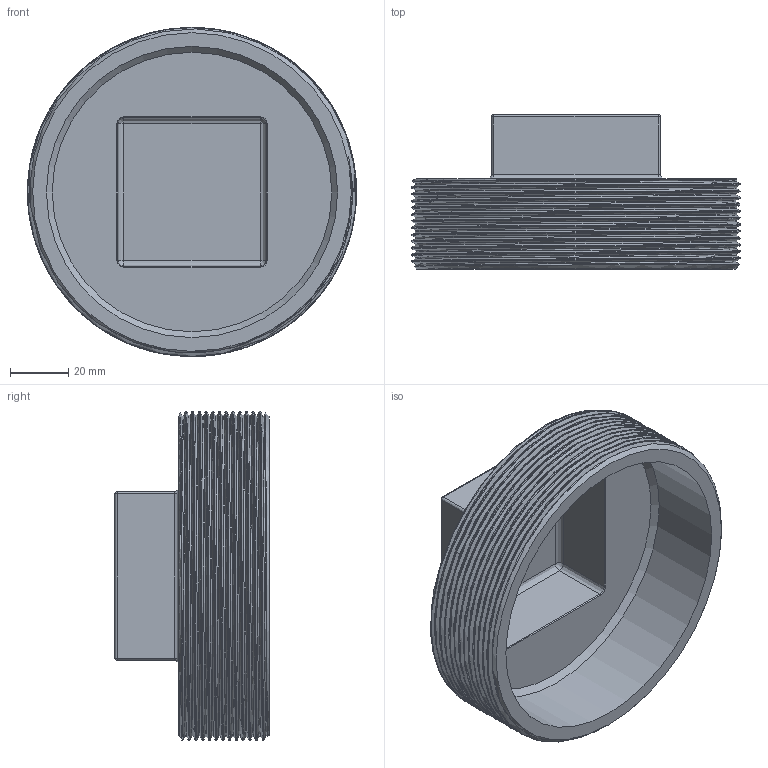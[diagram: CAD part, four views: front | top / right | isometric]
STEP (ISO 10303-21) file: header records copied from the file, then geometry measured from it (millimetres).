
FILE_DESCRIPTION(/* description */ (''),/* implementation_level */ '2;1');
FILE_NAME(/* name */ 'vs_40_vk_es.stp',/* time_stamp */ '2017-06-06T14:16:27+02:00',/* author */ ('Hamoud'),/* organization */ (''),/* preprocessor_version */ 'ST-DEVELOPER v15.6',/* originating_system */ 'Autodesk Inventor LT ',/* authorisation */ '');
FILE_SCHEMA (('AUTOMOTIVE_DESIGN { 1 0 10303 214 3 1 1 }'));
Products named in the file (1): vs_40_vk_es
Bounding box: 113.03 x 53 x 113.03 mm (x, y, z)
Volume: 103597.9 mm3; surface area: 55135 mm2
Topology: 1 solids, 1 shells, 223 faces, 568 edges, 358 vertices
Faces by surface type: bspline 102, plane 56, cylinder 38, torus 18, sphere 8, cone 1
Full cylindrical faces by diameter (mm): 100 x1
Entity records: 34898 total; most frequent: CARTESIAN_POINT 30097, ORIENTED_EDGE 1126, DIRECTION 802, EDGE_CURVE 563, VERTEX_POINT 356, AXIS2_PLACEMENT_3D 300, EDGE_LOOP 237, FACE_OUTER_BOUND 223
